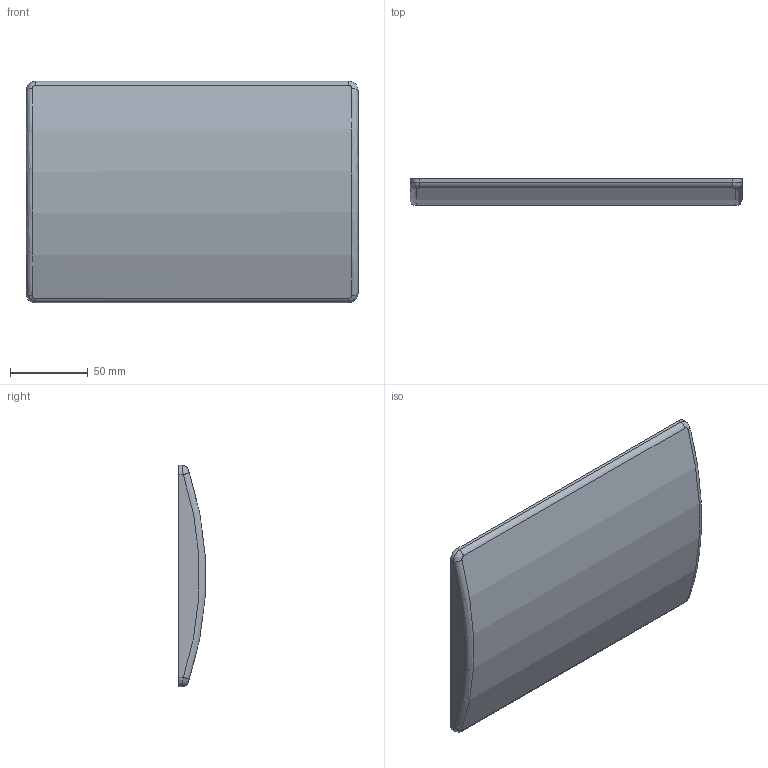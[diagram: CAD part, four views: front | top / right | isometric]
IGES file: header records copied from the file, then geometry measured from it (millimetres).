
Global section: file name: 115680; native system: Autodesk Inventor 2018; preprocessor: unknown; author: JANAN; date: 20211008.093315; units: millimetre
Bounding box: 213 x 16.92 x 142 mm (x, y, z)
Volume: 85881.9 mm3; surface area: 70966.8 mm2
Topology: 1 solids, 1 shells, 23 faces, 52 edges, 32 vertices
Faces by surface type: bspline 23
